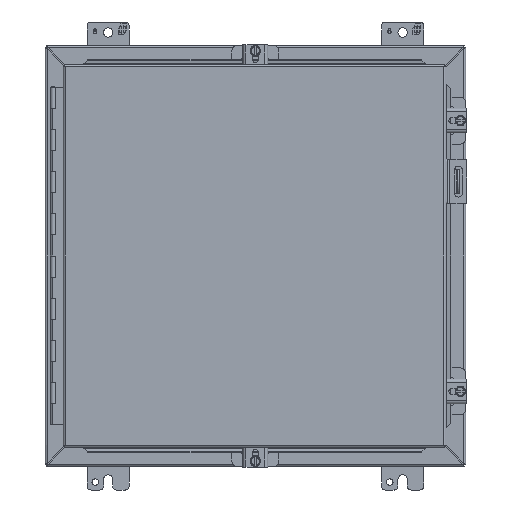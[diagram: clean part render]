
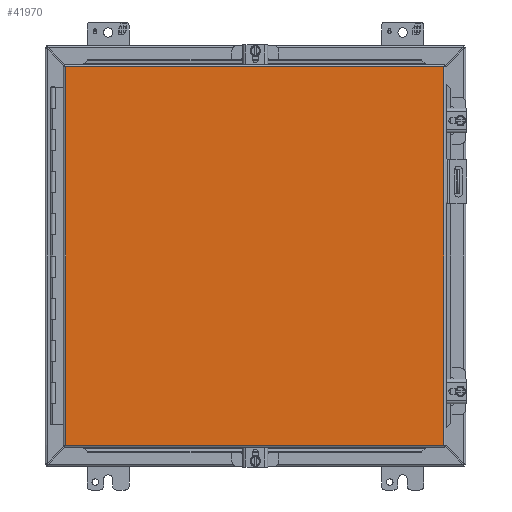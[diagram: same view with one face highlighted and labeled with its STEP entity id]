
A CAD part, front view. The second image highlights one B-rep face of the part: STEP entity #41970.
In plain terms, the highlighted planar face has unit normal (0, -1, 0).
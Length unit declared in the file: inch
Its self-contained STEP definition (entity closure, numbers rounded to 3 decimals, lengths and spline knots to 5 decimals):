
#51 = DIRECTION ( 'NONE',  ( 0., 0., -1. ) ) ;
#549 = DIRECTION ( 'NONE',  ( 0., 0., -1. ) ) ;
#4366 = ORIENTED_EDGE ( 'NONE', *, *, #31714, .F. ) ;
#6313 = ORIENTED_EDGE ( 'NONE', *, *, #40604, .F. ) ;
#6807 = AXIS2_PLACEMENT_3D ( 'NONE', #42737, #10594, #51 ) ;
#7327 = LINE ( 'NONE', #39947, #12028 ) ;
#9843 = CARTESIAN_POINT ( 'NONE',  ( -9.017, -7.21, 8.9945 ) ) ;
#10594 = DIRECTION ( 'NONE',  ( 0., -1., 0. ) ) ;
#11253 = VECTOR ( 'NONE', #36482, 39.37008 ) ;
#11274 = VERTEX_POINT ( 'NONE', #24249 ) ;
#11826 = ORIENTED_EDGE ( 'NONE', *, *, #14961, .F. ) ;
#11829 = VERTEX_POINT ( 'NONE', #29573 ) ;
#12028 = VECTOR ( 'NONE', #549, 39.37008 ) ;
#14961 = EDGE_CURVE ( 'NONE', #22298, #11274, #7327, .T. ) ;
#16794 = LINE ( 'NONE', #34619, #39938 ) ;
#17104 = CARTESIAN_POINT ( 'NONE',  ( 8.955, -7.21, 8.9945 ) ) ;
#19042 = LINE ( 'NONE', #33784, #24267 ) ;
#22298 = VERTEX_POINT ( 'NONE', #17104 ) ;
#22960 = EDGE_LOOP ( 'NONE', ( #11826, #4366, #6313, #28279 ) ) ;
#23142 = DIRECTION ( 'NONE',  ( -1., 0., 0. ) ) ;
#24249 = CARTESIAN_POINT ( 'NONE',  ( 8.955, -7.21, -8.9945 ) ) ;
#24267 = VECTOR ( 'NONE', #33558, 39.37008 ) ;
#28279 = ORIENTED_EDGE ( 'NONE', *, *, #43736, .F. ) ;
#29239 = LINE ( 'NONE', #44458, #11253 ) ;
#29573 = CARTESIAN_POINT ( 'NONE',  ( -9.017, -7.21, -8.9945 ) ) ;
#31714 = EDGE_CURVE ( 'NONE', #42245, #22298, #19042, .T. ) ;
#33558 = DIRECTION ( 'NONE',  ( 1., 0., 0. ) ) ;
#33784 = CARTESIAN_POINT ( 'NONE',  ( -9.017, -7.21, 8.9945 ) ) ;
#34619 = CARTESIAN_POINT ( 'NONE',  ( 8.955, -7.21, -8.9945 ) ) ;
#35696 = PLANE ( 'NONE',  #6807 ) ;
#36482 = DIRECTION ( 'NONE',  ( 0., 0., 1. ) ) ;
#39938 = VECTOR ( 'NONE', #23142, 39.37008 ) ;
#39947 = CARTESIAN_POINT ( 'NONE',  ( 8.955, -7.21, 8.9945 ) ) ;
#40604 = EDGE_CURVE ( 'NONE', #11829, #42245, #29239, .T. ) ;
#41970 = ADVANCED_FACE ( 'NONE', ( #42975 ), #35696, .T. ) ;
#42245 = VERTEX_POINT ( 'NONE', #9843 ) ;
#42737 = CARTESIAN_POINT ( 'NONE',  ( -9.017, -7.21, -8.9945 ) ) ;
#42975 = FACE_OUTER_BOUND ( 'NONE', #22960, .T. ) ;
#43736 = EDGE_CURVE ( 'NONE', #11274, #11829, #16794, .T. ) ;
#44458 = CARTESIAN_POINT ( 'NONE',  ( -9.017, -7.21, -8.9945 ) ) ;
